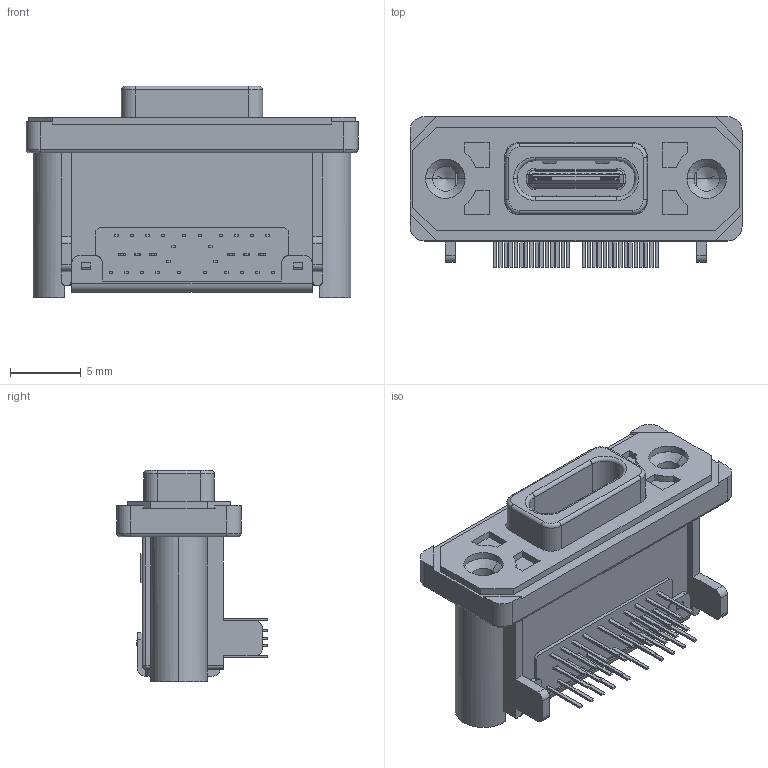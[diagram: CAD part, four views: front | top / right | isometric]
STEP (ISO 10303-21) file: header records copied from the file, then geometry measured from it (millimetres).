
FILE_DESCRIPTION (( 'STEP AP214' ), '1' );
FILE_NAME ('MUSBRM1C130.STEP', '2023-04-07T16:31:38', ( '' ), ( '' ), 'SwSTEP 2.0', 'SolidWorks 2021', '' );
FILE_SCHEMA (( 'AUTOMOTIVE_DESIGN' ));
Length unit declared in the file: millimetre
Products named in the file (1): MUSBRM1C130
Bounding box: 23.5 x 10.65 x 14.95 mm (x, y, z)
Volume: 1578.4 mm3; surface area: 2048.9 mm2
Topology: 59 solids, 59 shells, 1022 faces, 2624 edges, 1743 vertices
Faces by surface type: plane 769, cylinder 162, bspline 66, torus 15, cone 8, sphere 2
Entity records: 33823 total; most frequent: CARTESIAN_POINT 8665, ORIENTED_EDGE 5236, DIRECTION 4650, EDGE_CURVE 2618, VECTOR 2080, LINE 2080, VERTEX_POINT 1743, AXIS2_PLACEMENT_3D 1285
